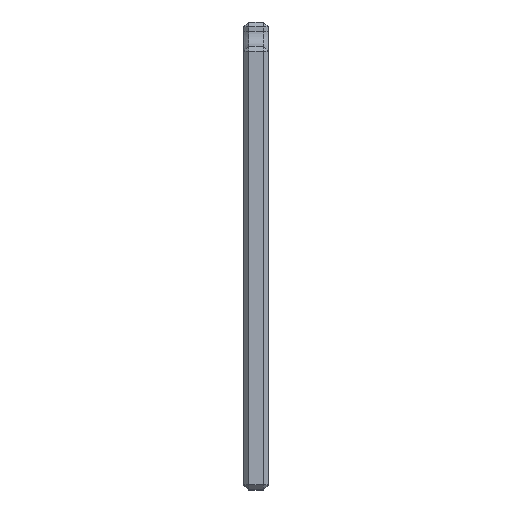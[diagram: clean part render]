
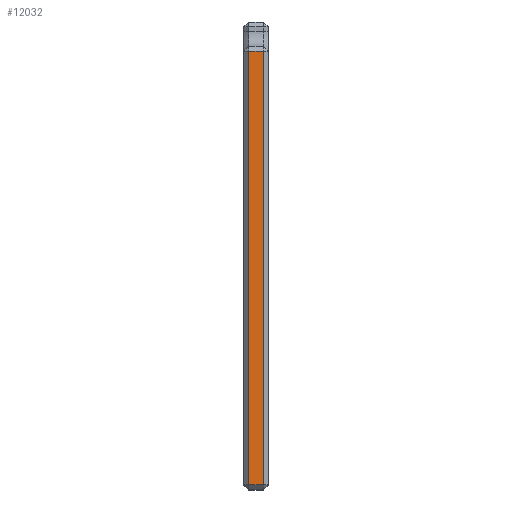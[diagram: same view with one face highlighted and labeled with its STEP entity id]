
A CAD part, front view. The second image highlights one B-rep face of the part: STEP entity #12032.
In plain terms, the highlighted planar face has unit normal (0, -1, 0).
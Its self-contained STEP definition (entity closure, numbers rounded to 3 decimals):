
#2326=DIRECTION('',(1.,0.,0.));
#2327=VECTOR('',#2326,3.);
#2328=CARTESIAN_POINT('',(274.,-297.,89.7));
#2329=LINE('',#2328,#2327);
#2340=DIRECTION('',(0.,0.,-1.));
#2341=VECTOR('',#2340,86.9);
#2342=CARTESIAN_POINT('',(277.,-297.,89.7));
#2343=LINE('',#2342,#2341);
#2389=DIRECTION('',(-1.,0.,0.));
#2390=VECTOR('',#2389,3.);
#2391=CARTESIAN_POINT('',(277.,-297.,2.8));
#2392=LINE('',#2391,#2390);
#3910=DIRECTION('',(0.,0.,1.));
#3911=VECTOR('',#3910,86.9);
#3912=CARTESIAN_POINT('',(274.,-297.,2.8));
#3913=LINE('',#3912,#3911);
#10085=CARTESIAN_POINT('',(274.,-297.,89.7));
#10086=VERTEX_POINT('',#10085);
#10095=CARTESIAN_POINT('',(274.,-297.,2.8));
#10097=VERTEX_POINT('',#10095);
#10100=CARTESIAN_POINT('',(277.,-297.,89.7));
#10102=VERTEX_POINT('',#10100);
#10119=CARTESIAN_POINT('',(277.,-297.,2.8));
#10121=VERTEX_POINT('',#10119);
#12018=CARTESIAN_POINT('',(0.,-297.,0.7));
#12019=DIRECTION('',(0.,-1.,0.));
#12020=DIRECTION('',(0.,0.,1.));
#12021=AXIS2_PLACEMENT_3D('',#12018,#12019,#12020);
#12022=PLANE('',#12021);
#12024=ORIENTED_EDGE('',*,*,#12023,.T.);
#12026=ORIENTED_EDGE('',*,*,#12025,.T.);
#12028=ORIENTED_EDGE('',*,*,#12027,.T.);
#12029=ORIENTED_EDGE('',*,*,#12002,.T.);
#12030=EDGE_LOOP('',(#12024,#12026,#12028,#12029));
#12031=FACE_OUTER_BOUND('',#12030,.F.);
#12002=EDGE_CURVE('',#10086,#10102,#2329,.T.);
#12023=EDGE_CURVE('',#10102,#10121,#2343,.T.);
#12025=EDGE_CURVE('',#10121,#10097,#2392,.T.);
#12027=EDGE_CURVE('',#10097,#10086,#3913,.T.);
#12032=ADVANCED_FACE('',(#12031),#12022,.T.);
